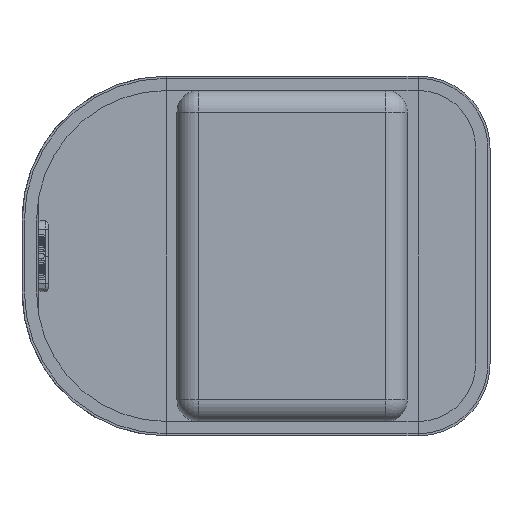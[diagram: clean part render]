
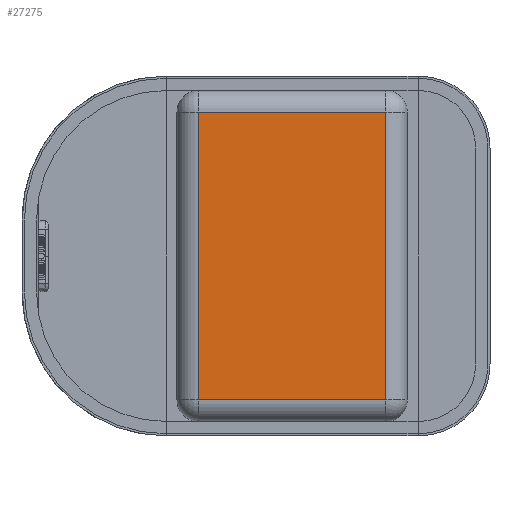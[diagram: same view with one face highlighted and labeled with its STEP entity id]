
A CAD part, front view. The second image highlights one B-rep face of the part: STEP entity #27275.
In plain terms, the highlighted face is planar.
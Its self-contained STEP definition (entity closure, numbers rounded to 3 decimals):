
#753 = CARTESIAN_POINT ( 'NONE',  ( 0., 80., -215. ) ) ;
#1602 = FACE_OUTER_BOUND ( 'NONE', #29083, .T. ) ;
#3774 = ORIENTED_EDGE ( 'NONE', *, *, #27588, .T. ) ;
#6741 = VERTEX_POINT ( 'NONE', #25889 ) ;
#7139 = DIRECTION ( 'NONE',  ( -1., 0., 0. ) ) ;
#8941 = PLANE ( 'NONE',  #18861 ) ;
#9296 = VECTOR ( 'NONE', #24452, 1000. ) ;
#11246 = LINE ( 'NONE', #31870, #16895 ) ;
#11661 = DIRECTION ( 'NONE',  ( 0., 0., 1. ) ) ;
#11695 = VERTEX_POINT ( 'NONE', #11945 ) ;
#11945 = CARTESIAN_POINT ( 'NONE',  ( -195., 80., -215. ) ) ;
#12002 = CARTESIAN_POINT ( 'NONE',  ( 0., 0., -215. ) ) ;
#13031 = VECTOR ( 'NONE', #7139, 1000. ) ;
#13337 = EDGE_CURVE ( 'NONE', #6741, #15567, #27772, .T. ) ;
#14806 = CARTESIAN_POINT ( 'NONE',  ( 0., -180., -215. ) ) ;
#15567 = VERTEX_POINT ( 'NONE', #27721 ) ;
#16895 = VECTOR ( 'NONE', #27258, 1000. ) ;
#17447 = EDGE_CURVE ( 'NONE', #30207, #6741, #11246, .T. ) ;
#18323 = DIRECTION ( 'NONE',  ( 0., 1., 0. ) ) ;
#18527 = EDGE_CURVE ( 'NONE', #11695, #30207, #24124, .T. ) ;
#18861 = AXIS2_PLACEMENT_3D ( 'NONE', #12002, #11661, #32790 ) ;
#21042 = VECTOR ( 'NONE', #18323, 1000. ) ;
#23938 = CARTESIAN_POINT ( 'NONE',  ( -195., 0., -215. ) ) ;
#24124 = LINE ( 'NONE', #753, #9296 ) ;
#24452 = DIRECTION ( 'NONE',  ( 1., 0., 0. ) ) ;
#24800 = ORIENTED_EDGE ( 'NONE', *, *, #17447, .T. ) ;
#25889 = CARTESIAN_POINT ( 'NONE',  ( 205., -180., -215. ) ) ;
#27258 = DIRECTION ( 'NONE',  ( 0., -1., 0. ) ) ;
#27275 = ADVANCED_FACE ( 'NONE', ( #1602 ), #8941, .F. ) ;
#27519 = ORIENTED_EDGE ( 'NONE', *, *, #18527, .T. ) ;
#27588 = EDGE_CURVE ( 'NONE', #15567, #11695, #29185, .T. ) ;
#27721 = CARTESIAN_POINT ( 'NONE',  ( -195., -180., -215. ) ) ;
#27772 = LINE ( 'NONE', #14806, #13031 ) ;
#28122 = CARTESIAN_POINT ( 'NONE',  ( 205., 80., -215. ) ) ;
#28867 = ORIENTED_EDGE ( 'NONE', *, *, #13337, .T. ) ;
#29083 = EDGE_LOOP ( 'NONE', ( #3774, #27519, #24800, #28867 ) ) ;
#29185 = LINE ( 'NONE', #23938, #21042 ) ;
#30207 = VERTEX_POINT ( 'NONE', #28122 ) ;
#31870 = CARTESIAN_POINT ( 'NONE',  ( 205., 0., -215. ) ) ;
#32790 = DIRECTION ( 'NONE',  ( 1., 0., 0. ) ) ;
